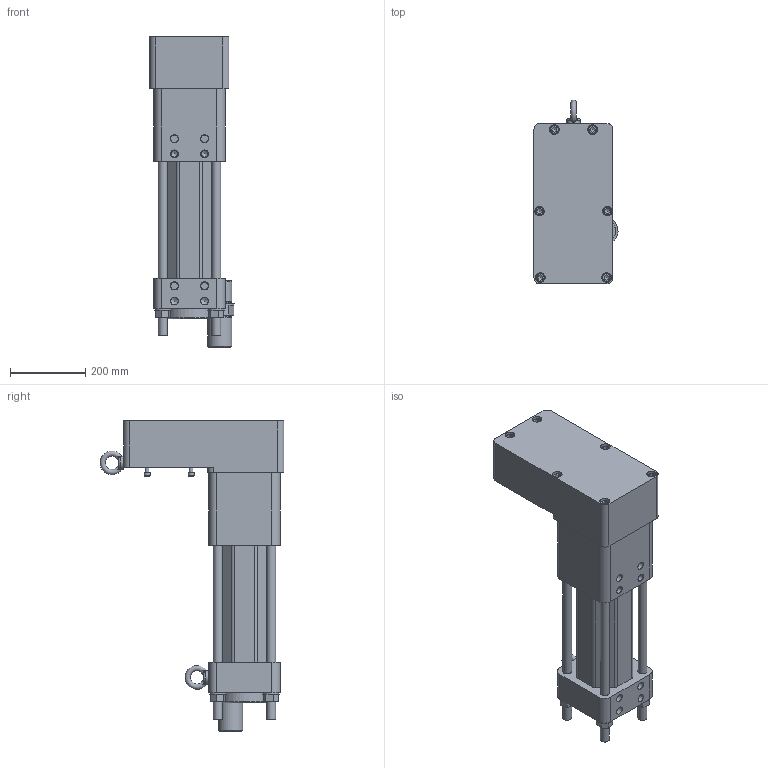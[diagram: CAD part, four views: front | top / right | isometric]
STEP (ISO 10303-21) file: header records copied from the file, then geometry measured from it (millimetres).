
FILE_DESCRIPTION (( 'STEP AP203' ), '1' );
FILE_NAME ('RSX20_RN12_SM101.600_RS-486938-1.step', '2025-04-24T12:48:45', ( '' ), ( '' ), 'SwSTEP 2.0', 'SolidWorks 2024', '' );
FILE_SCHEMA (( 'CONFIG_CONTROL_DESIGN' ));
Length unit declared in the file: inch
Products named in the file (3): tempJoin0_21739005_RSX20_RN12_SM101.600_RS-486938-1; RSX20_RN12_SM101.600_RS-486938-1; Base_RSX20_RN12_SM101.600_RS-486938-1
Assembly tree (2 placements, depth 2):
  RSX20_RN12_SM101.600_RS-486938-1
    tempJoin0_21739005_RSX20_RN12_SM101.600_RS-486938-1
    Base_RSX20_RN12_SM101.600_RS-486938-1
Bounding box: 222.94 x 487.93 x 823.29 mm (x, y, z)
Volume: 22681623.8 mm3; surface area: 1719265.1 mm2
Topology: 9 solids, 12 shells, 1204 faces, 3107 edges, 2016 vertices
Faces by surface type: plane 558, cylinder 513, cone 96, bspline 24, torus 12, sphere 1
Full cylindrical faces by diameter (mm): 3.175 x1, 6.35 x1, 8.5 x6, 10.025 x8, 10.16 x6, 10.7 x1, 13.9 x1, 14 x8, 16 x4, 17.519 x2, 20 x2, 20.013 x2, 20.75 x6, 21 x4, 23.812 x8, 24 x6, 25.4 x6, 31.75 x1, 34.925 x1, 35 x2, 38.1 x1, 44 x4, 49.962 x2, 50.165 x1, 50.8 x1, 60 x2, 61 x1, 64 x2, 68.402 x1, 74.48 x1
Entity records: 38203 total; most frequent: CARTESIAN_POINT 8867, DIRECTION 6350, ORIENTED_EDGE 5704, EDGE_CURVE 2852, AXIS2_PLACEMENT_3D 2437, VERTEX_POINT 1946, EDGE_LOOP 1506, LINE 1476
